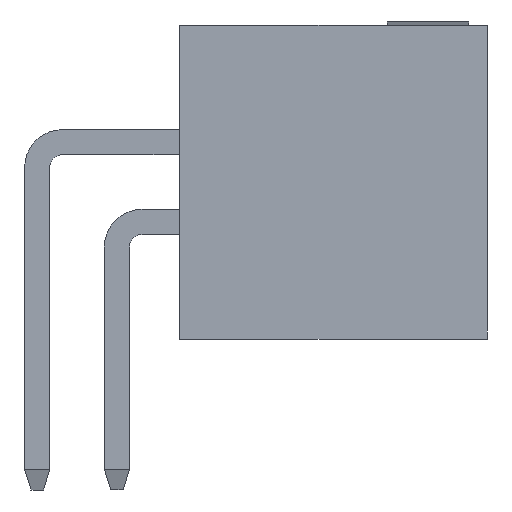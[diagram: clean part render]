
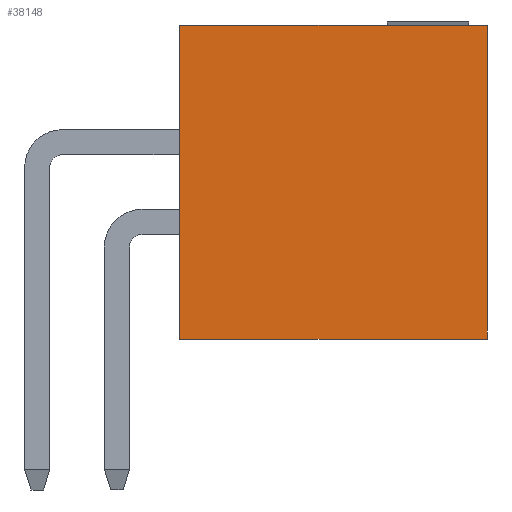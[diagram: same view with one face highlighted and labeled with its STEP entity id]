
A CAD part, front view. The second image highlights one B-rep face of the part: STEP entity #38148.
In plain terms, the highlighted face is planar.
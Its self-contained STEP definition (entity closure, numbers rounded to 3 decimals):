
#1681=ORIENTED_EDGE('',*,*,#9128,.F.);
#1682=ORIENTED_EDGE('',*,*,#9129,.F.);
#1683=ORIENTED_EDGE('',*,*,#9130,.T.);
#1684=ORIENTED_EDGE('',*,*,#9131,.T.);
#9128=EDGE_CURVE('',#12836,#12837,#15520,.T.);
#9129=EDGE_CURVE('',#12838,#12836,#15521,.T.);
#9130=EDGE_CURVE('',#12838,#12839,#15522,.T.);
#9131=EDGE_CURVE('',#12839,#12837,#15523,.T.);
#12836=VERTEX_POINT('',#50347);
#12837=VERTEX_POINT('',#50348);
#12838=VERTEX_POINT('',#50350);
#12839=VERTEX_POINT('',#50352);
#15520=LINE('',#50346,#19276);
#15521=LINE('',#50349,#19277);
#15522=LINE('',#50351,#19278);
#15523=LINE('',#50353,#19279);
#19276=VECTOR('',#42672,1000.);
#19277=VECTOR('',#42673,1000.);
#19278=VECTOR('',#42674,1000.);
#19279=VECTOR('',#42675,1000.);
#22414=EDGE_LOOP('',(#1681,#1682,#1683,#1684));
#24038=FACE_BOUND('',#22414,.T.);
#25662=PLANE('',#39728);
#38148=ADVANCED_FACE('',(#24038),#25662,.T.);
#39728=AXIS2_PLACEMENT_3D('',#50345,#42670,#42671);
#42670=DIRECTION('',(1.,0.,0.));
#42671=DIRECTION('',(0.,0.,-1.));
#42672=DIRECTION('',(0.,0.,-1.));
#42673=DIRECTION('',(0.,1.,0.));
#42674=DIRECTION('',(0.,0.,-1.));
#42675=DIRECTION('',(0.,1.,0.));
#50345=CARTESIAN_POINT('',(19.05,-2.5,2.45));
#50346=CARTESIAN_POINT('',(19.05,2.5,2.45));
#50347=CARTESIAN_POINT('',(19.05,2.5,2.45));
#50348=CARTESIAN_POINT('',(19.05,2.5,-2.45));
#50349=CARTESIAN_POINT('',(19.05,-2.5,2.45));
#50350=CARTESIAN_POINT('',(19.05,-2.5,2.45));
#50351=CARTESIAN_POINT('',(19.05,-2.5,2.45));
#50352=CARTESIAN_POINT('',(19.05,-2.5,-2.45));
#50353=CARTESIAN_POINT('',(19.05,-2.5,-2.45));
